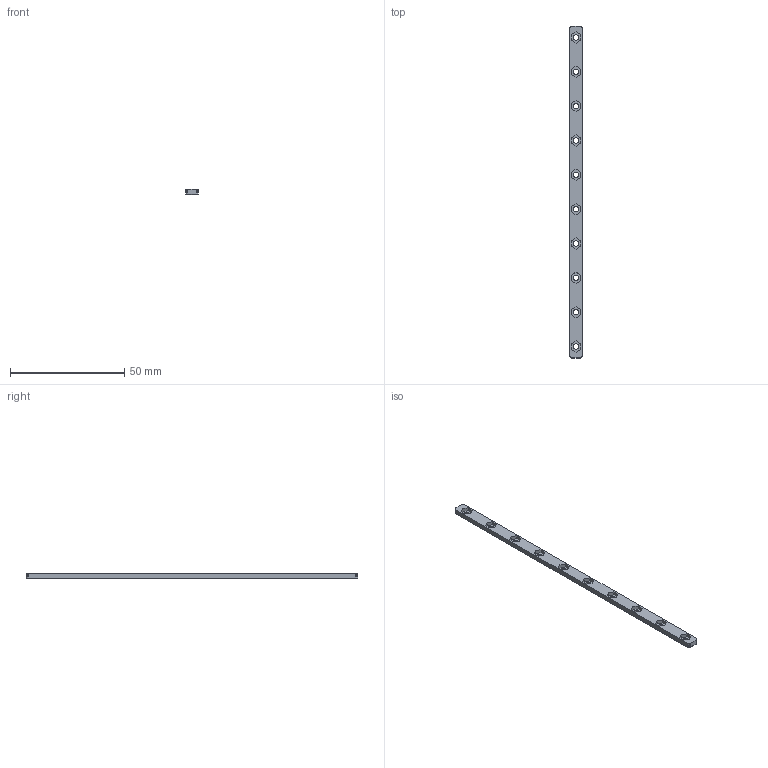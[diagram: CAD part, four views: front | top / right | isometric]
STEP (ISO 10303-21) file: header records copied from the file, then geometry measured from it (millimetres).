
FILE_DESCRIPTION(('FreeCAD Model'),'2;1');
FILE_NAME('./VORON-0/STLs/VORON0.0/M2_Nut_Adapter_Rotated_x5.step', '2020-04-30T21:53:30',('FreeCAD'),('FreeCAD'), 'Open CASCADE STEP processor 7.3','FreeCAD','Unknown');
FILE_SCHEMA(('AUTOMOTIVE_DESIGN { 1 0 10303 214 1 1 1 1 }'));
Length unit declared in the file: millimetre
Products named in the file (1): Open CASCADE STEP translator 7.3 1
Bounding box: 5.5 x 145 x 2.4 mm (x, y, z)
Surface area: 2461.8 mm2 (no closed solid volume)
Topology: 0 solids, 1 shells, 544 faces, 1492 edges, 960 vertices
Faces by surface type: plane 544
Entity records: 16794 total; most frequent: CARTESIAN_POINT 2997, ORIENTED_EDGE 2984, DIRECTION 2582, EDGE_CURVE 1492, LINE 1492, VECTOR 1492, VERTEX_POINT 960, FACE_BOUND 574
